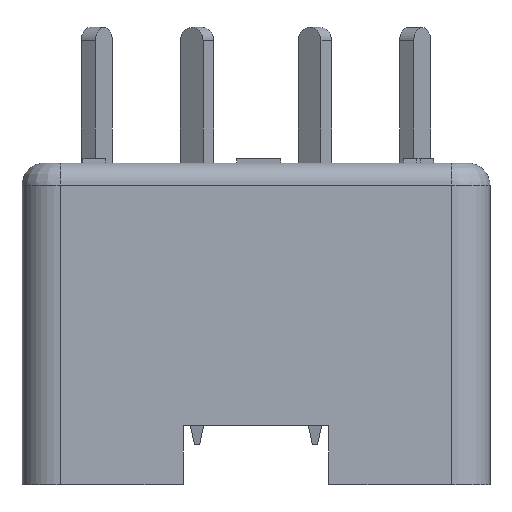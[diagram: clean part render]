
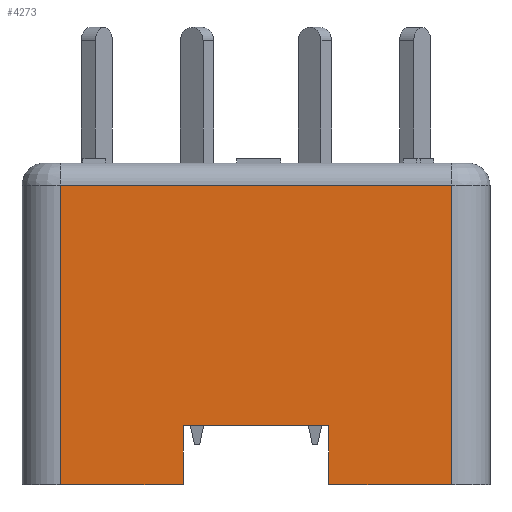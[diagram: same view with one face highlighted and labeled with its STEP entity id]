
A CAD part, front view. The second image highlights one B-rep face of the part: STEP entity #4273.
In plain terms, the highlighted planar face has unit normal (0, -1, 0).
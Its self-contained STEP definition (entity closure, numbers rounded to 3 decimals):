
#1701 = CYLINDRICAL_SURFACE('',#1702,0.75);
#1702 = AXIS2_PLACEMENT_3D('',#1703,#1704,#1705);
#1703 = CARTESIAN_POINT('',(7.935,0.75,24.18));
#1704 = DIRECTION('',(-1.,0.,0.));
#1705 = DIRECTION('',(0.,1.,0.));
#2608 = VERTEX_POINT('',#2609);
#2609 = CARTESIAN_POINT('',(-2.465,0.,14.03));
#2618 = PLANE('',#2619);
#2619 = AXIS2_PLACEMENT_3D('',#2620,#2621,#2622);
#2620 = CARTESIAN_POINT('',(-7.935,0.,14.03));
#2621 = DIRECTION('',(0.,0.,-1.));
#2622 = DIRECTION('',(0.,-1.,0.));
#2630 = PLANE('',#2631);
#2631 = AXIS2_PLACEMENT_3D('',#2632,#2633,#2634);
#2632 = CARTESIAN_POINT('',(-2.465,0.,16.03));
#2633 = DIRECTION('',(-1.,0.,0.));
#2634 = DIRECTION('',(0.,1.,0.));
#2642 = EDGE_CURVE('',#2608,#2643,#2645,.T.);
#2643 = VERTEX_POINT('',#2644);
#2644 = CARTESIAN_POINT('',(-6.635,0.,14.03));
#2645 = SURFACE_CURVE('',#2646,(#2650,#2657),.PCURVE_S1.);
#2646 = LINE('',#2647,#2648);
#2647 = CARTESIAN_POINT('',(7.935,0.,14.03));
#2648 = VECTOR('',#2649,1.);
#2649 = DIRECTION('',(-1.,0.,0.));
#2650 = PCURVE('',#2618,#2651);
#2651 = DEFINITIONAL_REPRESENTATION('',(#2652),#2656);
#2652 = LINE('',#2653,#2654);
#2653 = CARTESIAN_POINT('',(0.,-15.87));
#2654 = VECTOR('',#2655,1.);
#2655 = DIRECTION('',(0.,1.));
#2656 = ( GEOMETRIC_REPRESENTATION_CONTEXT(2) 
PARAMETRIC_REPRESENTATION_CONTEXT() REPRESENTATION_CONTEXT('2D SPACE',''
  ) );
#2657 = PCURVE('',#2658,#2663);
#2658 = PLANE('',#2659);
#2659 = AXIS2_PLACEMENT_3D('',#2660,#2661,#2662);
#2660 = CARTESIAN_POINT('',(7.935,0.,14.03));
#2661 = DIRECTION('',(0.,1.,0.));
#2662 = DIRECTION('',(1.,0.,0.));
#2663 = DEFINITIONAL_REPRESENTATION('',(#2664),#2668);
#2664 = LINE('',#2665,#2666);
#2665 = CARTESIAN_POINT('',(0.,0.));
#2666 = VECTOR('',#2667,1.);
#2667 = DIRECTION('',(-1.,0.));
#2668 = ( GEOMETRIC_REPRESENTATION_CONTEXT(2) 
PARAMETRIC_REPRESENTATION_CONTEXT() REPRESENTATION_CONTEXT('2D SPACE',''
  ) );
#2687 = CYLINDRICAL_SURFACE('',#2688,1.3);
#2688 = AXIS2_PLACEMENT_3D('',#2689,#2690,#2691);
#2689 = CARTESIAN_POINT('',(-6.635,1.3,14.03));
#2690 = DIRECTION('',(0.,0.,1.));
#2691 = DIRECTION('',(0.,1.,0.));
#4041 = PLANE('',#4042);
#4042 = AXIS2_PLACEMENT_3D('',#4043,#4044,#4045);
#4043 = CARTESIAN_POINT('',(-7.935,0.,14.03));
#4044 = DIRECTION('',(0.,0.,-1.));
#4045 = DIRECTION('',(0.,-1.,0.));
#4241 = CYLINDRICAL_SURFACE('',#4242,1.3);
#4242 = AXIS2_PLACEMENT_3D('',#4243,#4244,#4245);
#4243 = CARTESIAN_POINT('',(6.635,1.3,14.03));
#4244 = DIRECTION('',(0.,0.,1.));
#4245 = DIRECTION('',(0.,1.,0.));
#4273 = ADVANCED_FACE('',(#4274),#2658,.F.);
#4274 = FACE_BOUND('',#4275,.T.);
#4275 = EDGE_LOOP('',(#4276,#4277,#4300,#4328,#4356,#4379,#4402,#4425));
#4276 = ORIENTED_EDGE('',*,*,#2642,.F.);
#4277 = ORIENTED_EDGE('',*,*,#4278,.F.);
#4278 = EDGE_CURVE('',#4279,#2608,#4281,.T.);
#4279 = VERTEX_POINT('',#4280);
#4280 = CARTESIAN_POINT('',(-2.465,0.,16.03));
#4281 = SURFACE_CURVE('',#4282,(#4286,#4293),.PCURVE_S1.);
#4282 = LINE('',#4283,#4284);
#4283 = CARTESIAN_POINT('',(-2.465,0.,16.03));
#4284 = VECTOR('',#4285,1.);
#4285 = DIRECTION('',(0.,0.,-1.));
#4286 = PCURVE('',#2658,#4287);
#4287 = DEFINITIONAL_REPRESENTATION('',(#4288),#4292);
#4288 = LINE('',#4289,#4290);
#4289 = CARTESIAN_POINT('',(-10.4,-2.));
#4290 = VECTOR('',#4291,1.);
#4291 = DIRECTION('',(0.,1.));
#4292 = ( GEOMETRIC_REPRESENTATION_CONTEXT(2) 
PARAMETRIC_REPRESENTATION_CONTEXT() REPRESENTATION_CONTEXT('2D SPACE',''
  ) );
#4293 = PCURVE('',#2630,#4294);
#4294 = DEFINITIONAL_REPRESENTATION('',(#4295),#4299);
#4295 = LINE('',#4296,#4297);
#4296 = CARTESIAN_POINT('',(0.,0.));
#4297 = VECTOR('',#4298,1.);
#4298 = DIRECTION('',(0.,1.));
#4299 = ( GEOMETRIC_REPRESENTATION_CONTEXT(2) 
PARAMETRIC_REPRESENTATION_CONTEXT() REPRESENTATION_CONTEXT('2D SPACE',''
  ) );
#4300 = ORIENTED_EDGE('',*,*,#4301,.F.);
#4301 = EDGE_CURVE('',#4302,#4279,#4304,.T.);
#4302 = VERTEX_POINT('',#4303);
#4303 = CARTESIAN_POINT('',(2.465,0.,16.03));
#4304 = SURFACE_CURVE('',#4305,(#4309,#4316),.PCURVE_S1.);
#4305 = LINE('',#4306,#4307);
#4306 = CARTESIAN_POINT('',(2.465,0.,16.03));
#4307 = VECTOR('',#4308,1.);
#4308 = DIRECTION('',(-1.,0.,0.));
#4309 = PCURVE('',#2658,#4310);
#4310 = DEFINITIONAL_REPRESENTATION('',(#4311),#4315);
#4311 = LINE('',#4312,#4313);
#4312 = CARTESIAN_POINT('',(-5.47,-2.));
#4313 = VECTOR('',#4314,1.);
#4314 = DIRECTION('',(-1.,0.));
#4315 = ( GEOMETRIC_REPRESENTATION_CONTEXT(2) 
PARAMETRIC_REPRESENTATION_CONTEXT() REPRESENTATION_CONTEXT('2D SPACE',''
  ) );
#4316 = PCURVE('',#4317,#4322);
#4317 = PLANE('',#4318);
#4318 = AXIS2_PLACEMENT_3D('',#4319,#4320,#4321);
#4319 = CARTESIAN_POINT('',(-2.465,0.75,16.03));
#4320 = DIRECTION('',(0.,0.,1.));
#4321 = DIRECTION('',(0.,1.,0.));
#4322 = DEFINITIONAL_REPRESENTATION('',(#4323),#4327);
#4323 = LINE('',#4324,#4325);
#4324 = CARTESIAN_POINT('',(-0.75,-4.93));
#4325 = VECTOR('',#4326,1.);
#4326 = DIRECTION('',(0.,1.));
#4327 = ( GEOMETRIC_REPRESENTATION_CONTEXT(2) 
PARAMETRIC_REPRESENTATION_CONTEXT() REPRESENTATION_CONTEXT('2D SPACE',''
  ) );
#4328 = ORIENTED_EDGE('',*,*,#4329,.T.);
#4329 = EDGE_CURVE('',#4302,#4330,#4332,.T.);
#4330 = VERTEX_POINT('',#4331);
#4331 = CARTESIAN_POINT('',(2.465,0.,14.03));
#4332 = SURFACE_CURVE('',#4333,(#4337,#4344),.PCURVE_S1.);
#4333 = LINE('',#4334,#4335);
#4334 = CARTESIAN_POINT('',(2.465,0.,16.03));
#4335 = VECTOR('',#4336,1.);
#4336 = DIRECTION('',(0.,0.,-1.));
#4337 = PCURVE('',#2658,#4338);
#4338 = DEFINITIONAL_REPRESENTATION('',(#4339),#4343);
#4339 = LINE('',#4340,#4341);
#4340 = CARTESIAN_POINT('',(-5.47,-2.));
#4341 = VECTOR('',#4342,1.);
#4342 = DIRECTION('',(0.,1.));
#4343 = ( GEOMETRIC_REPRESENTATION_CONTEXT(2) 
PARAMETRIC_REPRESENTATION_CONTEXT() REPRESENTATION_CONTEXT('2D SPACE',''
  ) );
#4344 = PCURVE('',#4345,#4350);
#4345 = PLANE('',#4346);
#4346 = AXIS2_PLACEMENT_3D('',#4347,#4348,#4349);
#4347 = CARTESIAN_POINT('',(2.465,0.,16.03));
#4348 = DIRECTION('',(1.,0.,0.));
#4349 = DIRECTION('',(0.,-1.,0.));
#4350 = DEFINITIONAL_REPRESENTATION('',(#4351),#4355);
#4351 = LINE('',#4352,#4353);
#4352 = CARTESIAN_POINT('',(0.,0.));
#4353 = VECTOR('',#4354,1.);
#4354 = DIRECTION('',(0.,1.));
#4355 = ( GEOMETRIC_REPRESENTATION_CONTEXT(2) 
PARAMETRIC_REPRESENTATION_CONTEXT() REPRESENTATION_CONTEXT('2D SPACE',''
  ) );
#4356 = ORIENTED_EDGE('',*,*,#4357,.F.);
#4357 = EDGE_CURVE('',#4358,#4330,#4360,.T.);
#4358 = VERTEX_POINT('',#4359);
#4359 = CARTESIAN_POINT('',(6.635,0.,14.03));
#4360 = SURFACE_CURVE('',#4361,(#4365,#4372),.PCURVE_S1.);
#4361 = LINE('',#4362,#4363);
#4362 = CARTESIAN_POINT('',(7.935,0.,14.03));
#4363 = VECTOR('',#4364,1.);
#4364 = DIRECTION('',(-1.,0.,0.));
#4365 = PCURVE('',#2658,#4366);
#4366 = DEFINITIONAL_REPRESENTATION('',(#4367),#4371);
#4367 = LINE('',#4368,#4369);
#4368 = CARTESIAN_POINT('',(0.,0.));
#4369 = VECTOR('',#4370,1.);
#4370 = DIRECTION('',(-1.,0.));
#4371 = ( GEOMETRIC_REPRESENTATION_CONTEXT(2) 
PARAMETRIC_REPRESENTATION_CONTEXT() REPRESENTATION_CONTEXT('2D SPACE',''
  ) );
#4372 = PCURVE('',#4041,#4373);
#4373 = DEFINITIONAL_REPRESENTATION('',(#4374),#4378);
#4374 = LINE('',#4375,#4376);
#4375 = CARTESIAN_POINT('',(0.,-15.87));
#4376 = VECTOR('',#4377,1.);
#4377 = DIRECTION('',(0.,1.));
#4378 = ( GEOMETRIC_REPRESENTATION_CONTEXT(2) 
PARAMETRIC_REPRESENTATION_CONTEXT() REPRESENTATION_CONTEXT('2D SPACE',''
  ) );
#4379 = ORIENTED_EDGE('',*,*,#4380,.T.);
#4380 = EDGE_CURVE('',#4358,#4381,#4383,.T.);
#4381 = VERTEX_POINT('',#4382);
#4382 = CARTESIAN_POINT('',(6.635,0.,24.18));
#4383 = SURFACE_CURVE('',#4384,(#4388,#4395),.PCURVE_S1.);
#4384 = LINE('',#4385,#4386);
#4385 = CARTESIAN_POINT('',(6.635,0.,14.03));
#4386 = VECTOR('',#4387,1.);
#4387 = DIRECTION('',(0.,0.,1.));
#4388 = PCURVE('',#2658,#4389);
#4389 = DEFINITIONAL_REPRESENTATION('',(#4390),#4394);
#4390 = LINE('',#4391,#4392);
#4391 = CARTESIAN_POINT('',(-1.3,0.));
#4392 = VECTOR('',#4393,1.);
#4393 = DIRECTION('',(0.,-1.));
#4394 = ( GEOMETRIC_REPRESENTATION_CONTEXT(2) 
PARAMETRIC_REPRESENTATION_CONTEXT() REPRESENTATION_CONTEXT('2D SPACE',''
  ) );
#4395 = PCURVE('',#4241,#4396);
#4396 = DEFINITIONAL_REPRESENTATION('',(#4397),#4401);
#4397 = LINE('',#4398,#4399);
#4398 = CARTESIAN_POINT('',(3.142,0.));
#4399 = VECTOR('',#4400,1.);
#4400 = DIRECTION('',(0.,1.));
#4401 = ( GEOMETRIC_REPRESENTATION_CONTEXT(2) 
PARAMETRIC_REPRESENTATION_CONTEXT() REPRESENTATION_CONTEXT('2D SPACE',''
  ) );
#4402 = ORIENTED_EDGE('',*,*,#4403,.T.);
#4403 = EDGE_CURVE('',#4381,#4404,#4406,.T.);
#4404 = VERTEX_POINT('',#4405);
#4405 = CARTESIAN_POINT('',(-6.635,0.,24.18));
#4406 = SURFACE_CURVE('',#4407,(#4411,#4418),.PCURVE_S1.);
#4407 = LINE('',#4408,#4409);
#4408 = CARTESIAN_POINT('',(7.935,0.,24.18));
#4409 = VECTOR('',#4410,1.);
#4410 = DIRECTION('',(-1.,0.,0.));
#4411 = PCURVE('',#2658,#4412);
#4412 = DEFINITIONAL_REPRESENTATION('',(#4413),#4417);
#4413 = LINE('',#4414,#4415);
#4414 = CARTESIAN_POINT('',(0.,-10.15));
#4415 = VECTOR('',#4416,1.);
#4416 = DIRECTION('',(-1.,0.));
#4417 = ( GEOMETRIC_REPRESENTATION_CONTEXT(2) 
PARAMETRIC_REPRESENTATION_CONTEXT() REPRESENTATION_CONTEXT('2D SPACE',''
  ) );
#4418 = PCURVE('',#1701,#4419);
#4419 = DEFINITIONAL_REPRESENTATION('',(#4420),#4424);
#4420 = LINE('',#4421,#4422);
#4421 = CARTESIAN_POINT('',(3.142,0.));
#4422 = VECTOR('',#4423,1.);
#4423 = DIRECTION('',(0.,1.));
#4424 = ( GEOMETRIC_REPRESENTATION_CONTEXT(2) 
PARAMETRIC_REPRESENTATION_CONTEXT() REPRESENTATION_CONTEXT('2D SPACE',''
  ) );
#4425 = ORIENTED_EDGE('',*,*,#4426,.T.);
#4426 = EDGE_CURVE('',#4404,#2643,#4427,.T.);
#4427 = SURFACE_CURVE('',#4428,(#4432,#4439),.PCURVE_S1.);
#4428 = LINE('',#4429,#4430);
#4429 = CARTESIAN_POINT('',(-6.635,0.,14.03));
#4430 = VECTOR('',#4431,1.);
#4431 = DIRECTION('',(0.,0.,-1.));
#4432 = PCURVE('',#2658,#4433);
#4433 = DEFINITIONAL_REPRESENTATION('',(#4434),#4438);
#4434 = LINE('',#4435,#4436);
#4435 = CARTESIAN_POINT('',(-14.57,0.));
#4436 = VECTOR('',#4437,1.);
#4437 = DIRECTION('',(0.,1.));
#4438 = ( GEOMETRIC_REPRESENTATION_CONTEXT(2) 
PARAMETRIC_REPRESENTATION_CONTEXT() REPRESENTATION_CONTEXT('2D SPACE',''
  ) );
#4439 = PCURVE('',#2687,#4440);
#4440 = DEFINITIONAL_REPRESENTATION('',(#4441),#4445);
#4441 = LINE('',#4442,#4443);
#4442 = CARTESIAN_POINT('',(3.142,0.));
#4443 = VECTOR('',#4444,1.);
#4444 = DIRECTION('',(0.,-1.));
#4445 = ( GEOMETRIC_REPRESENTATION_CONTEXT(2) 
PARAMETRIC_REPRESENTATION_CONTEXT() REPRESENTATION_CONTEXT('2D SPACE',''
  ) );
